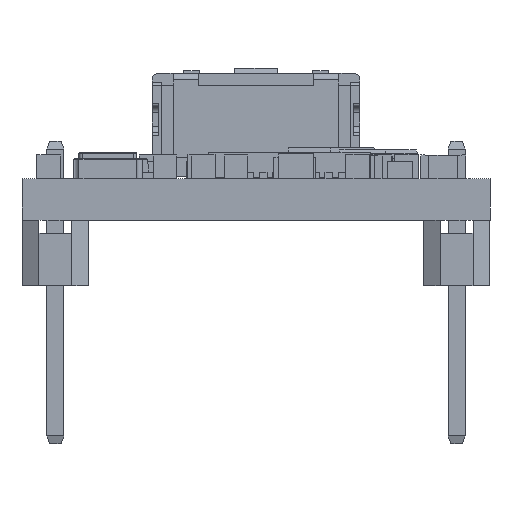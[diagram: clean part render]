
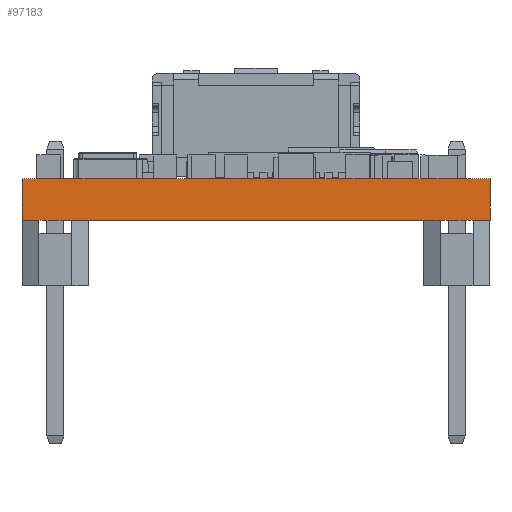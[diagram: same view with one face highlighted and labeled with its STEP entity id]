
A CAD part, front view. The second image highlights one B-rep face of the part: STEP entity #97183.
In plain terms, the highlighted planar face has unit normal (0, -1, 0).
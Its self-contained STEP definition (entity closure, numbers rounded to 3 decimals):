
#1271 = VECTOR ( 'NONE', #68926, 1000. ) ;
#10260 = VERTEX_POINT ( 'NONE', #93157 ) ;
#14316 = EDGE_CURVE ( 'NONE', #10260, #37962, #86813, .T. ) ;
#19217 = EDGE_CURVE ( 'NONE', #37962, #49253, #26003, .T. ) ;
#26003 = LINE ( 'NONE', #53397, #86407 ) ;
#28194 = CARTESIAN_POINT ( 'NONE',  ( 0., 0., 1.575 ) ) ;
#28625 = CARTESIAN_POINT ( 'NONE',  ( 0., 0., 0. ) ) ;
#29329 = CARTESIAN_POINT ( 'NONE',  ( 0., 0., 1.575 ) ) ;
#33337 = ORIENTED_EDGE ( 'NONE', *, *, #40757, .T. ) ;
#36314 = DIRECTION ( 'NONE',  ( 0., 1., 0. ) ) ;
#37962 = VERTEX_POINT ( 'NONE', #50859 ) ;
#40757 = EDGE_CURVE ( 'NONE', #10260, #40801, #72884, .T. ) ;
#40801 = VERTEX_POINT ( 'NONE', #28625 ) ;
#42816 = EDGE_LOOP ( 'NONE', ( #75185, #88190, #70389, #33337 ) ) ;
#49253 = VERTEX_POINT ( 'NONE', #49768 ) ;
#49768 = CARTESIAN_POINT ( 'NONE',  ( 17.78, 0., 0. ) ) ;
#50859 = CARTESIAN_POINT ( 'NONE',  ( 17.78, 0., 1.575 ) ) ;
#52605 = VECTOR ( 'NONE', #85557, 1000. ) ;
#53237 = LINE ( 'NONE', #94514, #67075 ) ;
#53397 = CARTESIAN_POINT ( 'NONE',  ( 17.78, 0., 1.575 ) ) ;
#55299 = FACE_OUTER_BOUND ( 'NONE', #42816, .T. ) ;
#58289 = AXIS2_PLACEMENT_3D ( 'NONE', #29329, #36314, #85561 ) ;
#61590 = CARTESIAN_POINT ( 'NONE',  ( 0., 0., 1.575 ) ) ;
#67075 = VECTOR ( 'NONE', #70612, 1000. ) ;
#68926 = DIRECTION ( 'NONE',  ( 1., 0., 0. ) ) ;
#70389 = ORIENTED_EDGE ( 'NONE', *, *, #14316, .F. ) ;
#70612 = DIRECTION ( 'NONE',  ( 1., 0., 0. ) ) ;
#72884 = LINE ( 'NONE', #61590, #52605 ) ;
#75185 = ORIENTED_EDGE ( 'NONE', *, *, #82615, .T. ) ;
#82615 = EDGE_CURVE ( 'NONE', #40801, #49253, #53237, .T. ) ;
#85557 = DIRECTION ( 'NONE',  ( 0., 0., -1. ) ) ;
#85561 = DIRECTION ( 'NONE',  ( 0., 0., 1. ) ) ;
#86167 = DIRECTION ( 'NONE',  ( 0., 0., -1. ) ) ;
#86407 = VECTOR ( 'NONE', #86167, 1000. ) ;
#86813 = LINE ( 'NONE', #28194, #1271 ) ;
#88190 = ORIENTED_EDGE ( 'NONE', *, *, #19217, .F. ) ;
#93157 = CARTESIAN_POINT ( 'NONE',  ( 0., 0., 1.575 ) ) ;
#94514 = CARTESIAN_POINT ( 'NONE',  ( 0., 0., 0. ) ) ;
#97183 = ADVANCED_FACE ( 'NONE', ( #55299 ), #99014, .F. ) ;
#99014 = PLANE ( 'NONE',  #58289 ) ;
